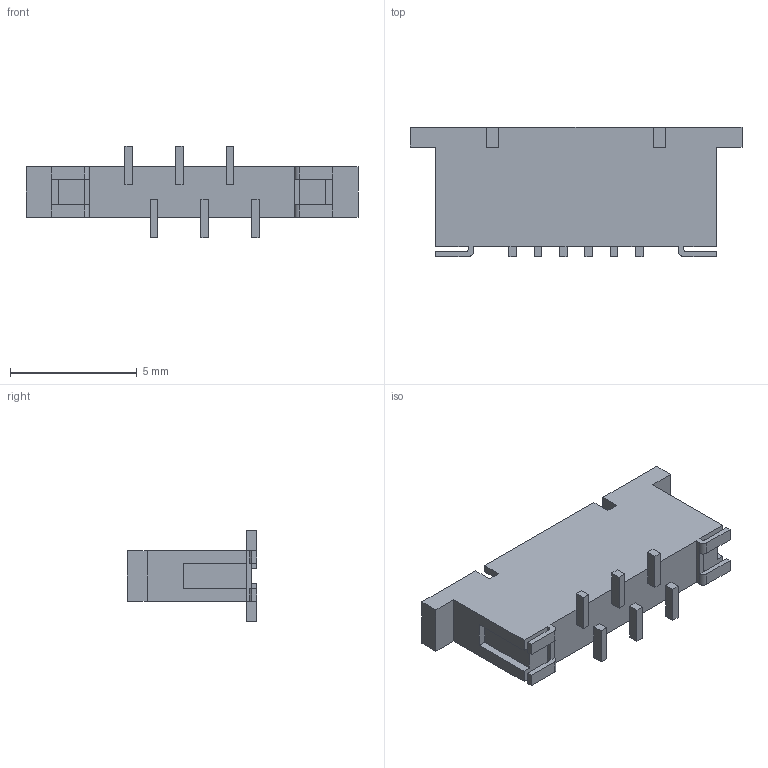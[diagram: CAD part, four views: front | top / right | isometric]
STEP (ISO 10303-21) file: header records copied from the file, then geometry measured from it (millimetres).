
FILE_DESCRIPTION(/* description */ (''),/* implementation_level */ '2;1');
FILE_NAME(/* name */ '5561-06-1.stp',/* time_stamp */ '2018-03-07T14:56:01+01:00',/* author */ ('Andreas.Larin'),/* organization */ (''),/* preprocessor_version */ 'ST-DEVELOPER v15.6',/* originating_system */ 'Autodesk Inventor 2015',/* authorisation */ '');
FILE_SCHEMA (('AUTOMOTIVE_DESIGN { 1 0 10303 214 3 1 1 }'));
Length unit declared in the file: millimetre
Products named in the file (1): 5561-06-1
Bounding box: 13.1 x 5.1 x 3.6 mm (x, y, z)
Volume: 97.6 mm3; surface area: 233.6 mm2
Topology: 1 solids, 1 shells, 96 faces, 266 edges, 172 vertices
Faces by surface type: plane 88, cylinder 8
Entity records: 3022 total; most frequent: CARTESIAN_POINT 535, ORIENTED_EDGE 532, DIRECTION 476, EDGE_CURVE 266, LINE 250, VECTOR 250, VERTEX_POINT 172, AXIS2_PLACEMENT_3D 113
